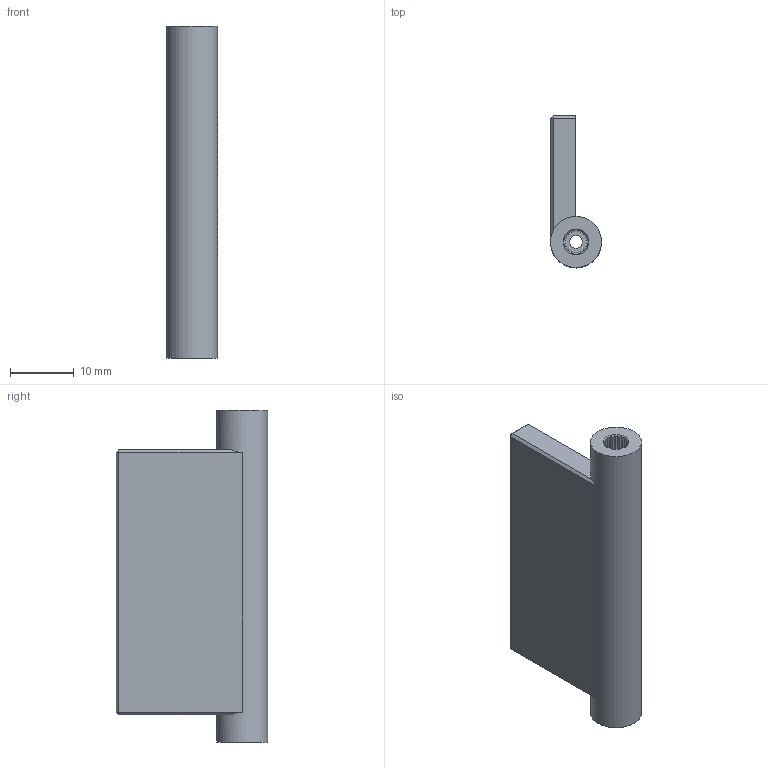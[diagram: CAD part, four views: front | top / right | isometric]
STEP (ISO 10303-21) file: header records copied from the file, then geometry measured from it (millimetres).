
FILE_DESCRIPTION(/* description */ ('Заслонка для серво 3.7г'),/* implementation_level */ '2;1');
FILE_NAME(/* name */ 'UNIT_AIR_DAMPER_SRVO_37G_damper_blade.step',/* time_stamp */ '2025-09-27T11:29:12+03:00',/* author */ ('ruslanpavlucenko'),/* organization */ (''),/* preprocessor_version */ 'ST-DEVELOPER v19.2',/* originating_system */ 'Autodesk Inventor 2024',/* authorisation */ '');
FILE_SCHEMA (('AUTOMOTIVE_DESIGN { 1 0 10303 214 3 1 1 }'));
Length unit declared in the file: millimetre
Products named in the file (1): Твердое тело2
_1
Bounding box: 8 x 23.75 x 52 mm (x, y, z)
Volume: 4360.1 mm3; surface area: 3690.4 mm2
Topology: 1 solids, 1 shells, 211 faces, 579 edges, 383 vertices
Faces by surface type: plane 115, bspline 71, cylinder 23, cone 2
Full cylindrical faces by diameter (mm): 2 x1, 4.9 x1, 8 x1
Entity records: 7460 total; most frequent: CARTESIAN_POINT 2390, ORIENTED_EDGE 1158, DIRECTION 732, EDGE_CURVE 579, VERTEX_POINT 383, LINE 344, VECTOR 344, EDGE_LOOP 226
